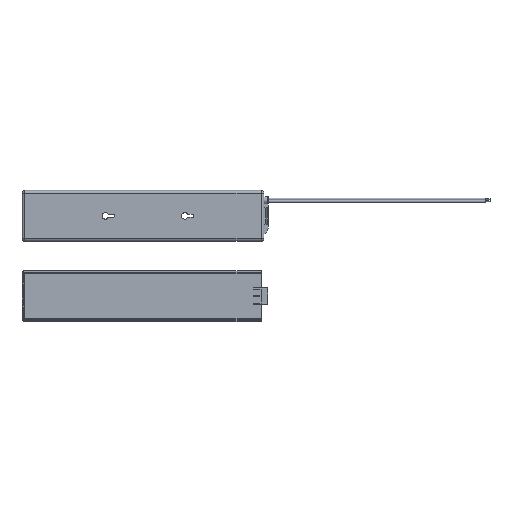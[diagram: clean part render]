
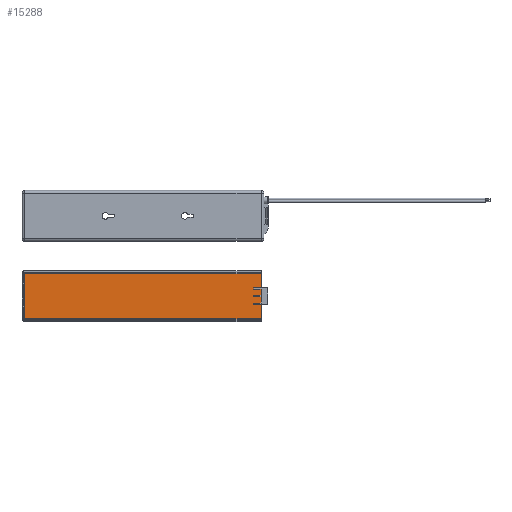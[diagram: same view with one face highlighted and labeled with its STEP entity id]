
A CAD part, front view. The second image highlights one B-rep face of the part: STEP entity #15288.
In plain terms, the highlighted planar face has unit normal (0, -1, 0).
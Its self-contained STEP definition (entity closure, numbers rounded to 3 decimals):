
#2 = CARTESIAN_POINT ( 'NONE',  ( 80.945, 9.63, -21.75 ) ) ;
#16 = CARTESIAN_POINT ( 'NONE',  ( 75.945, 9.63, -33.25 ) ) ;
#122 = VERTEX_POINT ( 'NONE', #17118 ) ;
#160 = VECTOR ( 'NONE', #27776, 1000. ) ;
#200 = VERTEX_POINT ( 'NONE', #15528 ) ;
#245 = DIRECTION ( 'NONE',  ( 0., 0., -1. ) ) ;
#391 = CARTESIAN_POINT ( 'NONE',  ( 80.945, 9.63, -27. ) ) ;
#515 = EDGE_CURVE ( 'NONE', #7454, #12647, #25493, .T. ) ;
#971 = ORIENTED_EDGE ( 'NONE', *, *, #8583, .F. ) ;
#1116 = LINE ( 'NONE', #22753, #18521 ) ;
#1149 = CARTESIAN_POINT ( 'NONE',  ( -80.945, 9.63, -43. ) ) ;
#1210 = CARTESIAN_POINT ( 'NONE',  ( -80.945, 9.63, -43. ) ) ;
#1554 = CARTESIAN_POINT ( 'NONE',  ( 75.945, 9.63, -21.75 ) ) ;
#2309 = EDGE_CURVE ( 'NONE', #12647, #21250, #13718, .T. ) ;
#2317 = CARTESIAN_POINT ( 'NONE',  ( 75.945, 9.63, -27. ) ) ;
#2678 = CARTESIAN_POINT ( 'NONE',  ( 80.945, 9.63, -43. ) ) ;
#3591 = CARTESIAN_POINT ( 'NONE',  ( 80.945, 9.63, -12. ) ) ;
#3700 = VERTEX_POINT ( 'NONE', #6730 ) ;
#3732 = LINE ( 'NONE', #3591, #23648 ) ;
#3997 = CARTESIAN_POINT ( 'NONE',  ( 80.945, 9.63, -43. ) ) ;
#4121 = VERTEX_POINT ( 'NONE', #16 ) ;
#4125 = EDGE_CURVE ( 'NONE', #8297, #20035, #28074, .T. ) ;
#4405 = ORIENTED_EDGE ( 'NONE', *, *, #9534, .F. ) ;
#4702 = ORIENTED_EDGE ( 'NONE', *, *, #6269, .F. ) ;
#4728 = CARTESIAN_POINT ( 'NONE',  ( 80.945, 9.63, -21.75 ) ) ;
#4948 = DIRECTION ( 'NONE',  ( 0., 0., -1. ) ) ;
#5204 = DIRECTION ( 'NONE',  ( 0., 0., 1. ) ) ;
#5384 = VECTOR ( 'NONE', #26979, 1000. ) ;
#5546 = DIRECTION ( 'NONE',  ( 0., 0., -1. ) ) ;
#5807 = ORIENTED_EDGE ( 'NONE', *, *, #22170, .F. ) ;
#6000 = DIRECTION ( 'NONE',  ( -1., 0., 0. ) ) ;
#6083 = VECTOR ( 'NONE', #245, 1000. ) ;
#6249 = EDGE_CURVE ( 'NONE', #19695, #10217, #12509, .T. ) ;
#6269 = EDGE_CURVE ( 'NONE', #26548, #10326, #23883, .T. ) ;
#6515 = CARTESIAN_POINT ( 'NONE',  ( 80.945, 9.63, -32.25 ) ) ;
#6730 = CARTESIAN_POINT ( 'NONE',  ( 80.945, 9.63, -28. ) ) ;
#7082 = DIRECTION ( 'NONE',  ( 1., 0., 0. ) ) ;
#7454 = VERTEX_POINT ( 'NONE', #2678 ) ;
#7460 = ORIENTED_EDGE ( 'NONE', *, *, #16358, .F. ) ;
#7473 = EDGE_CURVE ( 'NONE', #10217, #4121, #1116, .T. ) ;
#7543 = CARTESIAN_POINT ( 'NONE',  ( 80.945, 9.63, -43. ) ) ;
#7680 = AXIS2_PLACEMENT_3D ( 'NONE', #3997, #8132, #12661 ) ;
#7714 = LINE ( 'NONE', #18093, #27158 ) ;
#7866 = ORIENTED_EDGE ( 'NONE', *, *, #14625, .F. ) ;
#8053 = LINE ( 'NONE', #12168, #16773 ) ;
#8086 = VECTOR ( 'NONE', #5204, 1000. ) ;
#8132 = DIRECTION ( 'NONE',  ( 0., -1., 0. ) ) ;
#8297 = VERTEX_POINT ( 'NONE', #23614 ) ;
#8419 = LINE ( 'NONE', #21501, #11594 ) ;
#8583 = EDGE_CURVE ( 'NONE', #4121, #18542, #8053, .T. ) ;
#8705 = ORIENTED_EDGE ( 'NONE', *, *, #515, .F. ) ;
#9534 = EDGE_CURVE ( 'NONE', #18542, #7454, #15318, .T. ) ;
#9662 = ORIENTED_EDGE ( 'NONE', *, *, #22438, .F. ) ;
#9909 = VECTOR ( 'NONE', #6000, 1000. ) ;
#10189 = ORIENTED_EDGE ( 'NONE', *, *, #13797, .F. ) ;
#10217 = VERTEX_POINT ( 'NONE', #13370 ) ;
#10326 = VERTEX_POINT ( 'NONE', #13864 ) ;
#10461 = ORIENTED_EDGE ( 'NONE', *, *, #4125, .F. ) ;
#10593 = VERTEX_POINT ( 'NONE', #2317 ) ;
#10829 = LINE ( 'NONE', #2, #160 ) ;
#11057 = CARTESIAN_POINT ( 'NONE',  ( 75.945, 9.63, -21.75 ) ) ;
#11594 = VECTOR ( 'NONE', #7082, 1000. ) ;
#12168 = CARTESIAN_POINT ( 'NONE',  ( 80.945, 9.63, -33.25 ) ) ;
#12392 = DIRECTION ( 'NONE',  ( 1., 0., 0. ) ) ;
#12451 = CARTESIAN_POINT ( 'NONE',  ( 80.945, 9.63, -22.75 ) ) ;
#12509 = LINE ( 'NONE', #6515, #17548 ) ;
#12647 = VERTEX_POINT ( 'NONE', #1149 ) ;
#12661 = DIRECTION ( 'NONE',  ( 0., 0., -1. ) ) ;
#13314 = LINE ( 'NONE', #26722, #24810 ) ;
#13370 = CARTESIAN_POINT ( 'NONE',  ( 75.945, 9.63, -32.25 ) ) ;
#13718 = LINE ( 'NONE', #1210, #8086 ) ;
#13724 = CARTESIAN_POINT ( 'NONE',  ( 80.945, 9.63, -22.75 ) ) ;
#13797 = EDGE_CURVE ( 'NONE', #18300, #200, #7714, .T. ) ;
#13864 = CARTESIAN_POINT ( 'NONE',  ( 75.945, 9.63, -22.75 ) ) ;
#14625 = EDGE_CURVE ( 'NONE', #10326, #18300, #26699, .T. ) ;
#14707 = ORIENTED_EDGE ( 'NONE', *, *, #26709, .F. ) ;
#14795 = FACE_OUTER_BOUND ( 'NONE', #21967, .T. ) ;
#15038 = CARTESIAN_POINT ( 'NONE',  ( 80.945, 9.63, -43. ) ) ;
#15181 = VECTOR ( 'NONE', #15232, 1000. ) ;
#15189 = DIRECTION ( 'NONE',  ( -1., 0., 0. ) ) ;
#15232 = DIRECTION ( 'NONE',  ( 0., 0., -1. ) ) ;
#15288 = ADVANCED_FACE ( 'NONE', ( #14795 ), #23487, .T. ) ;
#15318 = LINE ( 'NONE', #15038, #6083 ) ;
#15456 = CARTESIAN_POINT ( 'NONE',  ( -80.945, 9.63, -12. ) ) ;
#15528 = CARTESIAN_POINT ( 'NONE',  ( 80.945, 9.63, -27. ) ) ;
#15740 = VECTOR ( 'NONE', #21203, 1000. ) ;
#16358 = EDGE_CURVE ( 'NONE', #20035, #26548, #10829, .T. ) ;
#16466 = DIRECTION ( 'NONE',  ( 0., 0., -1. ) ) ;
#16690 = ORIENTED_EDGE ( 'NONE', *, *, #6249, .F. ) ;
#16712 = DIRECTION ( 'NONE',  ( 1., 0., 0. ) ) ;
#16773 = VECTOR ( 'NONE', #16712, 1000. ) ;
#17118 = CARTESIAN_POINT ( 'NONE',  ( 75.945, 9.63, -28. ) ) ;
#17548 = VECTOR ( 'NONE', #15189, 1000. ) ;
#17743 = DIRECTION ( 'NONE',  ( -1., 0., 0. ) ) ;
#18093 = CARTESIAN_POINT ( 'NONE',  ( 80.945, 9.63, -43. ) ) ;
#18300 = VERTEX_POINT ( 'NONE', #12451 ) ;
#18521 = VECTOR ( 'NONE', #16466, 1000. ) ;
#18542 = VERTEX_POINT ( 'NONE', #26927 ) ;
#19695 = VERTEX_POINT ( 'NONE', #24245 ) ;
#19887 = LINE ( 'NONE', #391, #24583 ) ;
#20035 = VERTEX_POINT ( 'NONE', #4728 ) ;
#20563 = ORIENTED_EDGE ( 'NONE', *, *, #23708, .F. ) ;
#20949 = CARTESIAN_POINT ( 'NONE',  ( 80.945, 9.63, -43. ) ) ;
#21203 = DIRECTION ( 'NONE',  ( 0., 0., -1. ) ) ;
#21250 = VERTEX_POINT ( 'NONE', #15456 ) ;
#21501 = CARTESIAN_POINT ( 'NONE',  ( 80.945, 9.63, -28. ) ) ;
#21967 = EDGE_LOOP ( 'NONE', ( #9662, #14707, #10189, #7866, #4702, #7460, #10461, #27166, #25336, #8705, #4405, #971, #25298, #16690, #5807, #20563 ) ) ;
#22170 = EDGE_CURVE ( 'NONE', #3700, #19695, #25030, .T. ) ;
#22438 = EDGE_CURVE ( 'NONE', #10593, #122, #13314, .T. ) ;
#22753 = CARTESIAN_POINT ( 'NONE',  ( 75.945, 9.63, -32.25 ) ) ;
#22792 = DIRECTION ( 'NONE',  ( 0., 0., -1. ) ) ;
#23448 = VECTOR ( 'NONE', #5546, 1000. ) ;
#23487 = PLANE ( 'NONE',  #7680 ) ;
#23614 = CARTESIAN_POINT ( 'NONE',  ( 80.945, 9.63, -12. ) ) ;
#23648 = VECTOR ( 'NONE', #12392, 1000. ) ;
#23708 = EDGE_CURVE ( 'NONE', #122, #3700, #8419, .T. ) ;
#23883 = LINE ( 'NONE', #1554, #15740 ) ;
#24245 = CARTESIAN_POINT ( 'NONE',  ( 80.945, 9.63, -32.25 ) ) ;
#24583 = VECTOR ( 'NONE', #17743, 1000. ) ;
#24810 = VECTOR ( 'NONE', #4948, 1000. ) ;
#25030 = LINE ( 'NONE', #7543, #23448 ) ;
#25298 = ORIENTED_EDGE ( 'NONE', *, *, #7473, .F. ) ;
#25336 = ORIENTED_EDGE ( 'NONE', *, *, #2309, .F. ) ;
#25493 = LINE ( 'NONE', #20949, #9909 ) ;
#25983 = EDGE_CURVE ( 'NONE', #21250, #8297, #3732, .T. ) ;
#26479 = CARTESIAN_POINT ( 'NONE',  ( 80.945, 9.63, -43. ) ) ;
#26548 = VERTEX_POINT ( 'NONE', #11057 ) ;
#26699 = LINE ( 'NONE', #13724, #5384 ) ;
#26709 = EDGE_CURVE ( 'NONE', #200, #10593, #19887, .T. ) ;
#26722 = CARTESIAN_POINT ( 'NONE',  ( 75.945, 9.63, -27. ) ) ;
#26927 = CARTESIAN_POINT ( 'NONE',  ( 80.945, 9.63, -33.25 ) ) ;
#26979 = DIRECTION ( 'NONE',  ( 1., 0., 0. ) ) ;
#27158 = VECTOR ( 'NONE', #22792, 1000. ) ;
#27166 = ORIENTED_EDGE ( 'NONE', *, *, #25983, .F. ) ;
#27776 = DIRECTION ( 'NONE',  ( -1., 0., 0. ) ) ;
#28074 = LINE ( 'NONE', #26479, #15181 ) ;
